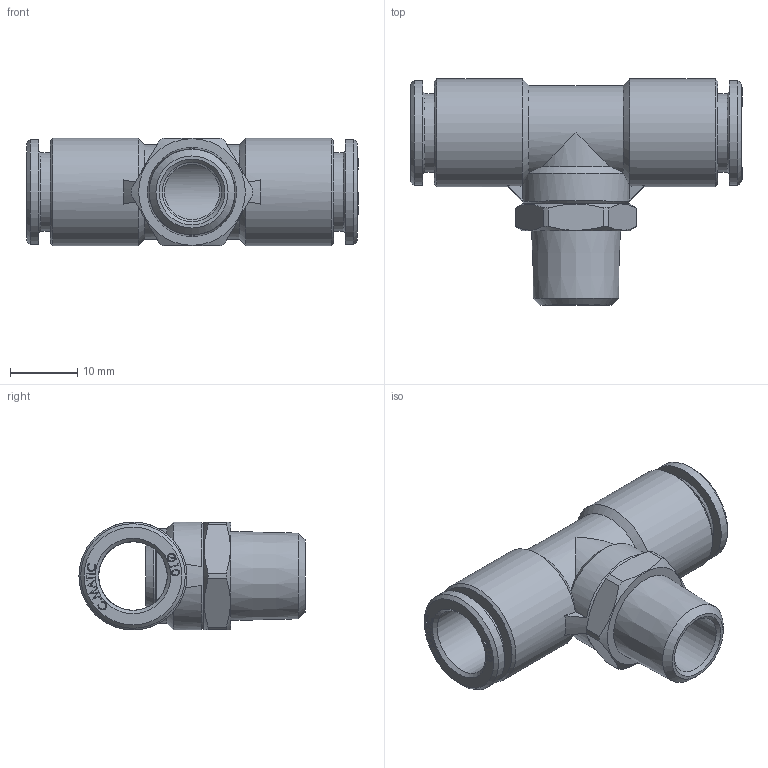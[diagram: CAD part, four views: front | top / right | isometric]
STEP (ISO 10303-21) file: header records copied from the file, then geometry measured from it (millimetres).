
FILE_DESCRIPTION( ( 'STEP AP214' ), '1' );
FILE_NAME( 'psolqas_17320_50.stp', '2021-03-04T17:04:50', ( 'License CC BY-ND 4.0' ), ( 'CADENAS' ), ' ', 'PARTsolutions', ' ' );
FILE_SCHEMA( ( 'AUTOMOTIVE_DESIGN { 1 0 10303 214 1 1 1 1 }' ) );
Length unit declared in the file: metre
Products named in the file (1): NONE
Bounding box: 49.2 x 33.5 x 16 mm (x, y, z)
Volume: 6796.1 mm3; surface area: 5986.6 mm2
Topology: 1 solids, 1 shells, 300 faces, 777 edges, 515 vertices
Faces by surface type: plane 166, bspline 86, cylinder 25, cone 23
Full cylindrical faces by diameter (mm): 8.2 x1, 8.75 x1, 10.15 x1, 10.2 x2, 10.45 x1, 10.714 x1, 11.62 x2, 15.5 x2, 16 x2
Entity records: 16602 total; most frequent: CARTESIAN_POINT 7629, ORIENTED_EDGE 1476, DIRECTION 1024, EDGE_CURVE 738, VERTEX_POINT 506, LINE 454, VECTOR 454, EDGE_LOOP 370
